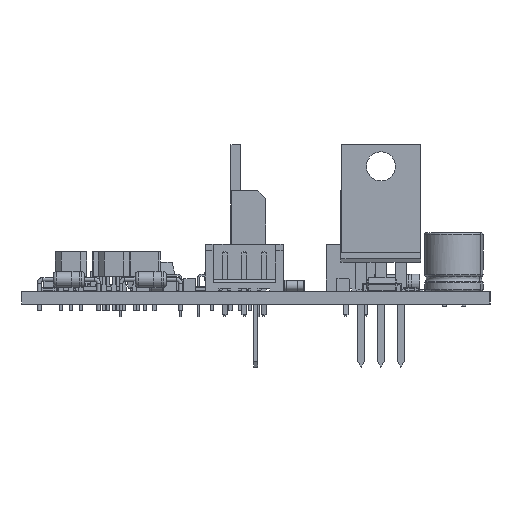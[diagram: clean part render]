
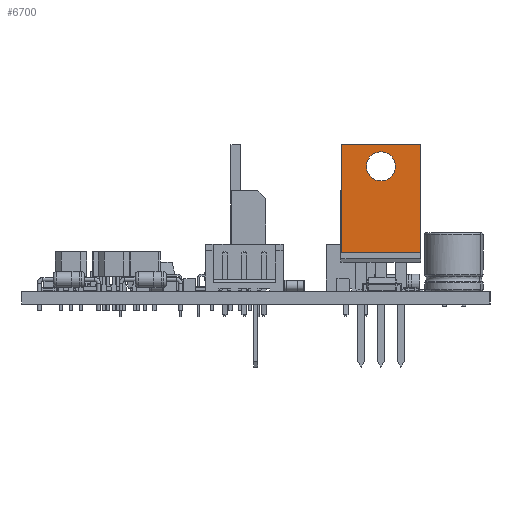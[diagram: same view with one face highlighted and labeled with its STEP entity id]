
A CAD part, left-side view. The second image highlights one B-rep face of the part: STEP entity #6700.
In plain terms, the highlighted face is planar.
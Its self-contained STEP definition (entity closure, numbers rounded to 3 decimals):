
#6145 = VERTEX_POINT('',#6146);
#6146 = CARTESIAN_POINT('',(-2.575,3.16,18.775));
#6152 = EDGE_CURVE('',#6153,#6145,#6155,.T.);
#6153 = VERTEX_POINT('',#6154);
#6154 = CARTESIAN_POINT('',(-2.575,3.16,5.));
#6155 = LINE('',#6156,#6157);
#6156 = CARTESIAN_POINT('',(-2.575,3.16,5.));
#6157 = VECTOR('',#6158,1.);
#6158 = DIRECTION('',(0.,0.,1.));
#6211 = VERTEX_POINT('',#6212);
#6212 = CARTESIAN_POINT('',(7.655,3.16,5.));
#6218 = EDGE_CURVE('',#6211,#6219,#6221,.T.);
#6219 = VERTEX_POINT('',#6220);
#6220 = CARTESIAN_POINT('',(7.655,3.16,18.775));
#6221 = LINE('',#6222,#6223);
#6222 = CARTESIAN_POINT('',(7.655,3.16,5.));
#6223 = VECTOR('',#6224,1.);
#6224 = DIRECTION('',(0.,0.,1.));
#6243 = EDGE_CURVE('',#6153,#6211,#6244,.T.);
#6244 = LINE('',#6245,#6246);
#6245 = CARTESIAN_POINT('',(-2.575,3.16,5.));
#6246 = VECTOR('',#6247,1.);
#6247 = DIRECTION('',(1.,0.,0.));
#6700 = ADVANCED_FACE('',(#6701,#6712),#6723,.T.);
#6701 = FACE_BOUND('',#6702,.T.);
#6702 = EDGE_LOOP('',(#6703,#6704,#6710,#6711));
#6703 = ORIENTED_EDGE('',*,*,#6152,.T.);
#6704 = ORIENTED_EDGE('',*,*,#6705,.T.);
#6705 = EDGE_CURVE('',#6145,#6219,#6706,.T.);
#6706 = LINE('',#6707,#6708);
#6707 = CARTESIAN_POINT('',(-2.575,3.16,18.775));
#6708 = VECTOR('',#6709,1.);
#6709 = DIRECTION('',(1.,0.,0.));
#6710 = ORIENTED_EDGE('',*,*,#6218,.F.);
#6711 = ORIENTED_EDGE('',*,*,#6243,.F.);
#6712 = FACE_BOUND('',#6713,.T.);
#6713 = EDGE_LOOP('',(#6714));
#6714 = ORIENTED_EDGE('',*,*,#6715,.T.);
#6715 = EDGE_CURVE('',#6716,#6716,#6718,.T.);
#6716 = VERTEX_POINT('',#6717);
#6717 = CARTESIAN_POINT('',(4.408,3.16,16.005));
#6718 = CIRCLE('',#6719,1.868);
#6719 = AXIS2_PLACEMENT_3D('',#6720,#6721,#6722);
#6720 = CARTESIAN_POINT('',(2.54,3.16,16.005));
#6721 = DIRECTION('',(0.,-1.,0.));
#6722 = DIRECTION('',(1.,0.,0.));
#6723 = PLANE('',#6724);
#6724 = AXIS2_PLACEMENT_3D('',#6725,#6726,#6727);
#6725 = CARTESIAN_POINT('',(-2.575,3.16,5.));
#6726 = DIRECTION('',(0.,1.,0.));
#6727 = DIRECTION('',(1.,0.,0.));
